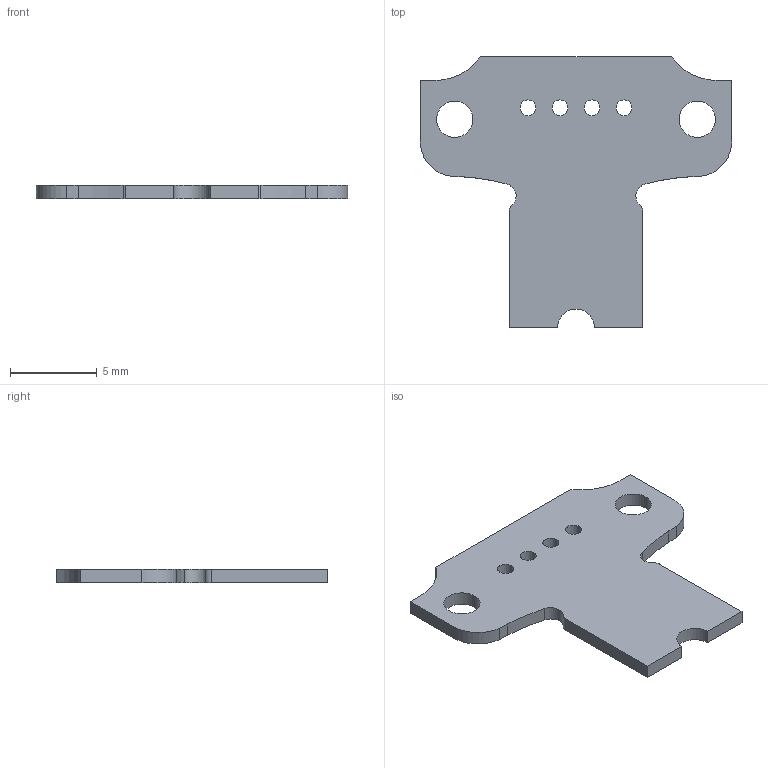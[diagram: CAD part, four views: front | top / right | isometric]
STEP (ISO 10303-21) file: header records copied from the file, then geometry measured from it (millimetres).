
FILE_DESCRIPTION(/* description */ (''),/* implementation_level */ '2;1');
FILE_NAME(/* name */ '3D_小板_UDB',/* time_stamp */ '2025-09-24T20:50:01+08:00',/* author */ (''),/* organization */ (''),/* preprocessor_version */ 'ST-DEVELOPER v19.2',/* originating_system */ 'Rhino 8.2',/* authorisation */ '');
FILE_SCHEMA (('CONFIG_CONTROL_DESIGN'));
Length unit declared in the file: millimetre
Products named in the file (1): Document
Bounding box: 18 x 15.63 x 0.8 mm (x, y, z)
Volume: 137.3 mm3; surface area: 414.5 mm2
Topology: 1 solids, 1 shells, 36 faces, 102 edges, 68 vertices
Faces by surface type: cylinder 23, plane 13
Entity records: 1348 total; most frequent: CARTESIAN_POINT 356, ORIENTED_EDGE 204, DIRECTION 132, EDGE_CURVE 102, AXIS2_PLACEMENT_3D 84, VERTEX_POINT 68, B_SPLINE_CURVE_WITH_KNOTS 56, EDGE_LOOP 48
